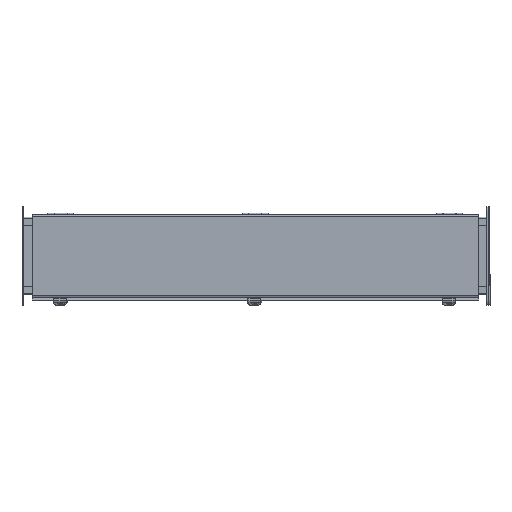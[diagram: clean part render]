
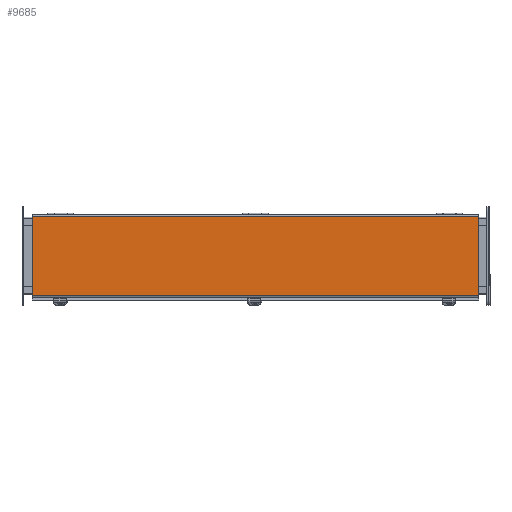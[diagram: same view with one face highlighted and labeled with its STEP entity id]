
A CAD part, top view. The second image highlights one B-rep face of the part: STEP entity #9685.
In plain terms, the highlighted planar face has unit normal (0, 0, 1).
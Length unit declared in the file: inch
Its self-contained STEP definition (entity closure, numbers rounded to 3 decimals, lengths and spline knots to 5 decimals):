
#924 = CARTESIAN_POINT ( 'NONE',  ( 17.25, 3.0785, 6.172 ) ) ;
#1057 = VECTOR ( 'NONE', #8217, 39.37008 ) ;
#2294 = CARTESIAN_POINT ( 'NONE',  ( -17.218, 3.0785, 6.172 ) ) ;
#4657 = VERTEX_POINT ( 'NONE', #6763 ) ;
#5816 = ORIENTED_EDGE ( 'NONE', *, *, #17810, .T. ) ;
#5991 = CARTESIAN_POINT ( 'NONE',  ( -17.218, -3.0805, 6.172 ) ) ;
#6651 = PLANE ( 'NONE',  #9479 ) ;
#6652 = LINE ( 'NONE', #12546, #11695 ) ;
#6743 = VECTOR ( 'NONE', #13165, 39.37008 ) ;
#6753 = DIRECTION ( 'NONE',  ( 0., -1., 0. ) ) ;
#6763 = CARTESIAN_POINT ( 'NONE',  ( -17.218, 3.0785, 6.172 ) ) ;
#7206 = EDGE_CURVE ( 'NONE', #15813, #4657, #15575, .T. ) ;
#7250 = VERTEX_POINT ( 'NONE', #13234 ) ;
#8217 = DIRECTION ( 'NONE',  ( -1., 0., 0. ) ) ;
#8648 = LINE ( 'NONE', #12014, #17539 ) ;
#9429 = ORIENTED_EDGE ( 'NONE', *, *, #10647, .T. ) ;
#9479 = AXIS2_PLACEMENT_3D ( 'NONE', #16824, #15462, #13912 ) ;
#9664 = ORIENTED_EDGE ( 'NONE', *, *, #7206, .T. ) ;
#9685 = ADVANCED_FACE ( 'NONE', ( #16924 ), #6651, .T. ) ;
#9830 = ORIENTED_EDGE ( 'NONE', *, *, #10382, .T. ) ;
#10038 = VERTEX_POINT ( 'NONE', #13604 ) ;
#10382 = EDGE_CURVE ( 'NONE', #7250, #15813, #8648, .T. ) ;
#10647 = EDGE_CURVE ( 'NONE', #10038, #7250, #14715, .T. ) ;
#11695 = VECTOR ( 'NONE', #6753, 39.37008 ) ;
#12014 = CARTESIAN_POINT ( 'NONE',  ( 17.25, -3.1885, 6.172 ) ) ;
#12546 = CARTESIAN_POINT ( 'NONE',  ( -17.218, -3.1885, 6.172 ) ) ;
#13165 = DIRECTION ( 'NONE',  ( 1., 0., 0. ) ) ;
#13234 = CARTESIAN_POINT ( 'NONE',  ( 17.25, -3.0805, 6.172 ) ) ;
#13604 = CARTESIAN_POINT ( 'NONE',  ( -17.218, -3.0805, 6.172 ) ) ;
#13912 = DIRECTION ( 'NONE',  ( 1., 0., 0. ) ) ;
#14555 = DIRECTION ( 'NONE',  ( 0., 1., 0. ) ) ;
#14715 = LINE ( 'NONE', #5991, #6743 ) ;
#15462 = DIRECTION ( 'NONE',  ( 0., 0., 1. ) ) ;
#15575 = LINE ( 'NONE', #2294, #1057 ) ;
#15813 = VERTEX_POINT ( 'NONE', #924 ) ;
#16824 = CARTESIAN_POINT ( 'NONE',  ( -17.218, -3.1885, 6.172 ) ) ;
#16924 = FACE_OUTER_BOUND ( 'NONE', #17914, .T. ) ;
#17539 = VECTOR ( 'NONE', #14555, 39.37008 ) ;
#17810 = EDGE_CURVE ( 'NONE', #4657, #10038, #6652, .T. ) ;
#17914 = EDGE_LOOP ( 'NONE', ( #5816, #9429, #9830, #9664 ) ) ;
